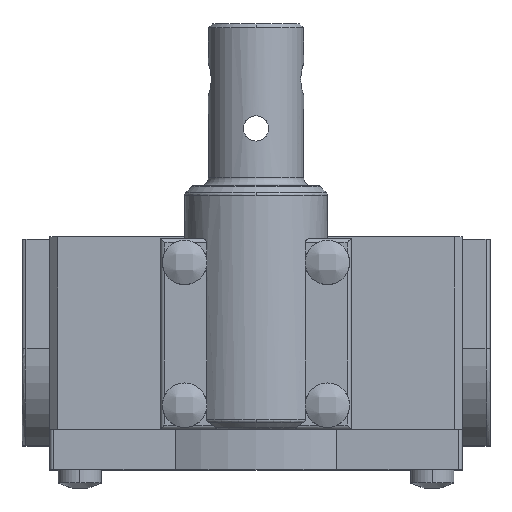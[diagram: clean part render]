
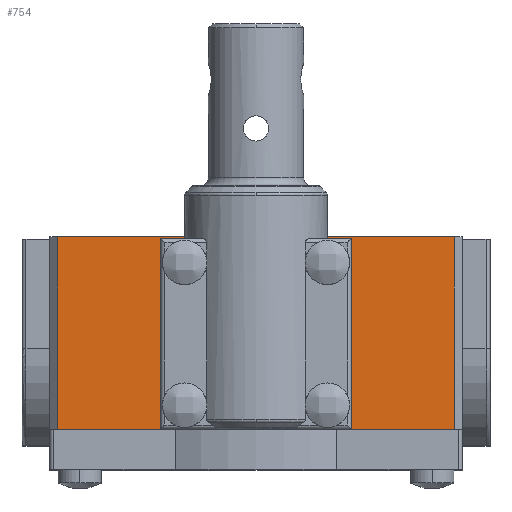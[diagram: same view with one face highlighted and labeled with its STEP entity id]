
A CAD part, top view. The second image highlights one B-rep face of the part: STEP entity #754.
In plain terms, the highlighted planar face has unit normal (0, 0, 1).
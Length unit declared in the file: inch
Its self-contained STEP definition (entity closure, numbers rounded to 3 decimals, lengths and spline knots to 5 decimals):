
#80 = CARTESIAN_POINT ( 'NONE',  ( 0.98425, -0.95472, 0.25591 ) ) ;
#169 = CARTESIAN_POINT ( 'NONE',  ( 0.47244, -0.00984, 0.25591 ) ) ;
#245 = EDGE_CURVE ( 'NONE', #3211, #3734, #3438, .T. ) ;
#335 = VECTOR ( 'NONE', #3402, 39.37008 ) ;
#384 = VERTEX_POINT ( 'NONE', #2564 ) ;
#611 = VECTOR ( 'NONE', #4152, 39.37008 ) ;
#754 = ADVANCED_FACE ( 'NONE', ( #1803 ), #3960, .T. ) ;
#839 = DIRECTION ( 'NONE',  ( 1., 0., 0. ) ) ;
#892 = EDGE_CURVE ( 'NONE', #5505, #1277, #1117, .T. ) ;
#920 = ORIENTED_EDGE ( 'NONE', *, *, #4425, .F. ) ;
#1108 = VECTOR ( 'NONE', #7081, 39.37008 ) ;
#1117 = LINE ( 'NONE', #5810, #335 ) ;
#1277 = VERTEX_POINT ( 'NONE', #80 ) ;
#1460 = ORIENTED_EDGE ( 'NONE', *, *, #892, .F. ) ;
#1468 = EDGE_CURVE ( 'NONE', #3734, #4156, #5716, .T. ) ;
#1564 = VERTEX_POINT ( 'NONE', #5324 ) ;
#1593 = DIRECTION ( 'NONE',  ( 0., 1., 0. ) ) ;
#1803 = FACE_OUTER_BOUND ( 'NONE', #7691, .T. ) ;
#1849 = VECTOR ( 'NONE', #4477, 39.37008 ) ;
#1933 = VERTEX_POINT ( 'NONE', #5936 ) ;
#1995 = DIRECTION ( 'NONE',  ( 0., 1., 0. ) ) ;
#2166 = CARTESIAN_POINT ( 'NONE',  ( -1.02362, 0., 0.25591 ) ) ;
#2228 = CARTESIAN_POINT ( 'NONE',  ( -1.02362, -0.00984, 0.25591 ) ) ;
#2371 = VECTOR ( 'NONE', #839, 39.37008 ) ;
#2390 = CARTESIAN_POINT ( 'NONE',  ( 0.47244, -0.95472, 0.25591 ) ) ;
#2564 = CARTESIAN_POINT ( 'NONE',  ( -0.98425, -0.95472, 0.25591 ) ) ;
#2899 = ORIENTED_EDGE ( 'NONE', *, *, #4232, .F. ) ;
#2924 = ORIENTED_EDGE ( 'NONE', *, *, #7365, .F. ) ;
#3211 = VERTEX_POINT ( 'NONE', #4366 ) ;
#3402 = DIRECTION ( 'NONE',  ( 0., -1., 0. ) ) ;
#3438 = LINE ( 'NONE', #6890, #5446 ) ;
#3512 = EDGE_CURVE ( 'NONE', #4156, #1933, #7272, .T. ) ;
#3578 = ORIENTED_EDGE ( 'NONE', *, *, #245, .T. ) ;
#3734 = VERTEX_POINT ( 'NONE', #5299 ) ;
#3960 = PLANE ( 'NONE',  #6316 ) ;
#4035 = CARTESIAN_POINT ( 'NONE',  ( -0.98425, 0., 0.25591 ) ) ;
#4152 = DIRECTION ( 'NONE',  ( -1., 0., 0. ) ) ;
#4156 = VERTEX_POINT ( 'NONE', #169 ) ;
#4232 = EDGE_CURVE ( 'NONE', #384, #1564, #5215, .T. ) ;
#4281 = LINE ( 'NONE', #2390, #611 ) ;
#4366 = CARTESIAN_POINT ( 'NONE',  ( -0.47244, -0.95472, 0.25591 ) ) ;
#4425 = EDGE_CURVE ( 'NONE', #3211, #384, #7953, .T. ) ;
#4477 = DIRECTION ( 'NONE',  ( 0., -1., 0. ) ) ;
#4574 = DIRECTION ( 'NONE',  ( 1., 0., 0. ) ) ;
#5040 = CARTESIAN_POINT ( 'NONE',  ( 0., 0., 0.25591 ) ) ;
#5215 = LINE ( 'NONE', #4035, #6626 ) ;
#5299 = CARTESIAN_POINT ( 'NONE',  ( -0.47244, -0.00984, 0.25591 ) ) ;
#5324 = CARTESIAN_POINT ( 'NONE',  ( -0.98425, 0., 0.25591 ) ) ;
#5446 = VECTOR ( 'NONE', #1995, 39.37008 ) ;
#5505 = VERTEX_POINT ( 'NONE', #5815 ) ;
#5716 = LINE ( 'NONE', #2228, #1108 ) ;
#5810 = CARTESIAN_POINT ( 'NONE',  ( 0.98425, 0., 0.25591 ) ) ;
#5815 = CARTESIAN_POINT ( 'NONE',  ( 0.98425, 0., 0.25591 ) ) ;
#5936 = CARTESIAN_POINT ( 'NONE',  ( 0.47244, -0.95472, 0.25591 ) ) ;
#6000 = CARTESIAN_POINT ( 'NONE',  ( 0.47244, -0.95472, 0.25591 ) ) ;
#6316 = AXIS2_PLACEMENT_3D ( 'NONE', #2166, #6375, #4574 ) ;
#6327 = VECTOR ( 'NONE', #7780, 39.37008 ) ;
#6375 = DIRECTION ( 'NONE',  ( 0., 0., 1. ) ) ;
#6508 = ORIENTED_EDGE ( 'NONE', *, *, #6873, .F. ) ;
#6626 = VECTOR ( 'NONE', #1593, 39.37008 ) ;
#6835 = LINE ( 'NONE', #5040, #2371 ) ;
#6870 = CARTESIAN_POINT ( 'NONE',  ( 0.47244, 0., 0.25591 ) ) ;
#6873 = EDGE_CURVE ( 'NONE', #1564, #5505, #6835, .T. ) ;
#6890 = CARTESIAN_POINT ( 'NONE',  ( -0.47244, 0., 0.25591 ) ) ;
#7081 = DIRECTION ( 'NONE',  ( 1., 0., 0. ) ) ;
#7272 = LINE ( 'NONE', #6870, #1849 ) ;
#7365 = EDGE_CURVE ( 'NONE', #1277, #1933, #4281, .T. ) ;
#7386 = ORIENTED_EDGE ( 'NONE', *, *, #1468, .T. ) ;
#7484 = ORIENTED_EDGE ( 'NONE', *, *, #3512, .T. ) ;
#7691 = EDGE_LOOP ( 'NONE', ( #6508, #2899, #920, #3578, #7386, #7484, #2924, #1460 ) ) ;
#7780 = DIRECTION ( 'NONE',  ( -1., 0., 0. ) ) ;
#7953 = LINE ( 'NONE', #6000, #6327 ) ;
